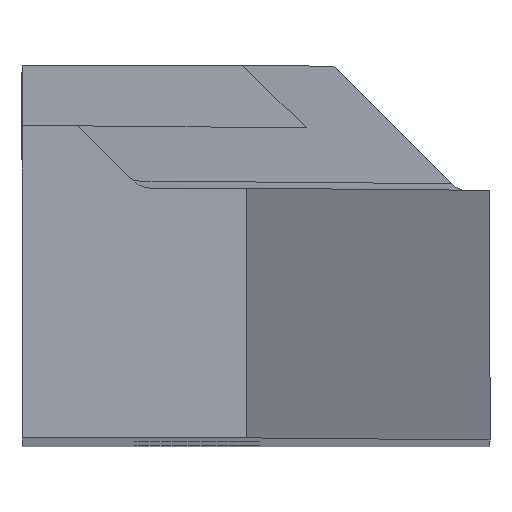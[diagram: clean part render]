
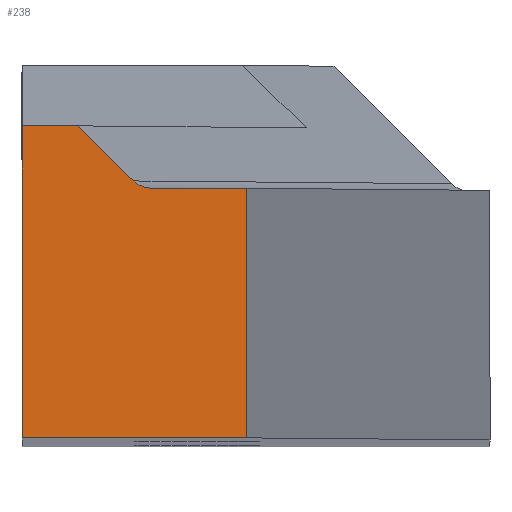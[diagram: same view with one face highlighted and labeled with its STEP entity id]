
A CAD part, top view. The second image highlights one B-rep face of the part: STEP entity #238.
In plain terms, the highlighted planar face has unit normal (0, 0, 1).
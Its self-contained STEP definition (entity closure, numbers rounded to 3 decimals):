
#23 = ORIENTED_EDGE ( 'NONE', *, *, #389, .T. ) ;
#28 = EDGE_CURVE ( 'NONE', #388, #136, #232, .T. ) ;
#33 = VERTEX_POINT ( 'NONE', #598 ) ;
#71 = CARTESIAN_POINT ( 'NONE',  ( 0., 5., 100. ) ) ;
#75 = DIRECTION ( 'NONE',  ( 1., 0., 0. ) ) ;
#90 = CARTESIAN_POINT ( 'NONE',  ( -0.055, -0.056, 100. ) ) ;
#118 = CARTESIAN_POINT ( 'NONE',  ( -10., -5., 100. ) ) ;
#136 = VERTEX_POINT ( 'NONE', #118 ) ;
#157 = EDGE_CURVE ( 'NONE', #896, #33, #616, .T. ) ;
#167 = ORIENTED_EDGE ( 'NONE', *, *, #798, .T. ) ;
#195 = CARTESIAN_POINT ( 'NONE',  ( -5.067, 5., 100. ) ) ;
#212 = DIRECTION ( 'NONE',  ( 0., 0., 1. ) ) ;
#232 = LINE ( 'NONE', #652, #273 ) ;
#234 = VECTOR ( 'NONE', #891, 1000. ) ;
#238 = ADVANCED_FACE ( 'NONE', ( #706 ), #295, .T. ) ;
#270 = VERTEX_POINT ( 'NONE', #911 ) ;
#273 = VECTOR ( 'NONE', #522, 1000. ) ;
#295 = PLANE ( 'NONE',  #731 ) ;
#322 = CARTESIAN_POINT ( 'NONE',  ( -1., 5., 100. ) ) ;
#325 = CARTESIAN_POINT ( 'NONE',  ( -10., 10., 100. ) ) ;
#328 = ORIENTED_EDGE ( 'NONE', *, *, #862, .T. ) ;
#329 = CARTESIAN_POINT ( 'NONE',  ( -7.766, 7.5, 100. ) ) ;
#356 = DIRECTION ( 'NONE',  ( 0., 1., 0. ) ) ;
#379 = DIRECTION ( 'NONE',  ( -0.714, 0.7, 0. ) ) ;
#385 = CARTESIAN_POINT ( 'NONE',  ( -5.514, 5.293, 100. ) ) ;
#388 = VERTEX_POINT ( 'NONE', #636 ) ;
#389 = EDGE_CURVE ( 'NONE', #617, #270, #632, .T. ) ;
#403 = VECTOR ( 'NONE', #429, 1000. ) ;
#404 = VECTOR ( 'NONE', #379, 1000. ) ;
#429 = DIRECTION ( 'NONE',  ( -1., 0., 0. ) ) ;
#453 = VERTEX_POINT ( 'NONE', #385 ) ;
#468 = EDGE_CURVE ( 'NONE', #453, #896, #721, .T. ) ;
#480 = VECTOR ( 'NONE', #356, 1000. ) ;
#506 = ORIENTED_EDGE ( 'NONE', *, *, #157, .T. ) ;
#522 = DIRECTION ( 'NONE',  ( -1., 0., 0. ) ) ;
#540 = LINE ( 'NONE', #750, #480 ) ;
#561 = ORIENTED_EDGE ( 'NONE', *, *, #910, .T. ) ;
#564 = LINE ( 'NONE', #325, #234 ) ;
#598 = CARTESIAN_POINT ( 'NONE',  ( -10., 7.5, 100. ) ) ;
#616 = LINE ( 'NONE', #624, #914 ) ;
#617 = VERTEX_POINT ( 'NONE', #322 ) ;
#624 = CARTESIAN_POINT ( 'NONE',  ( -10., 7.5, 100. ) ) ;
#632 = LINE ( 'NONE', #71, #403 ) ;
#636 = CARTESIAN_POINT ( 'NONE',  ( -1., -5., 100. ) ) ;
#637 = CARTESIAN_POINT ( 'NONE',  ( -5.32, 5.103, 100. ) ) ;
#652 = CARTESIAN_POINT ( 'NONE',  ( -10., -5., 100. ) ) ;
#706 = FACE_OUTER_BOUND ( 'NONE', #725, .T. ) ;
#721 = LINE ( 'NONE', #90, #404 ) ;
#725 = EDGE_LOOP ( 'NONE', ( #811, #167, #23, #561, #838, #506, #328 ) ) ;
#731 = AXIS2_PLACEMENT_3D ( 'NONE', #767, #212, #75 ) ;
#750 = CARTESIAN_POINT ( 'NONE',  ( -1., -60., 100. ) ) ;
#767 = CARTESIAN_POINT ( 'NONE',  ( 0., 0., 100. ) ) ;
#798 = EDGE_CURVE ( 'NONE', #388, #617, #540, .T. ) ;
#811 = ORIENTED_EDGE ( 'NONE', *, *, #28, .F. ) ;
#825 = CARTESIAN_POINT ( 'NONE',  ( -4.792, 5., 100. ) ) ;
#832 = DIRECTION ( 'NONE',  ( -1., 0., 0. ) ) ;
#838 = ORIENTED_EDGE ( 'NONE', *, *, #468, .T. ) ;
#843 = CARTESIAN_POINT ( 'NONE',  ( -5.514, 5.293, 100. ) ) ;
#862 = EDGE_CURVE ( 'NONE', #33, #136, #564, .T. ) ;
#891 = DIRECTION ( 'NONE',  ( 0., -1., 0. ) ) ;
#896 = VERTEX_POINT ( 'NONE', #329 ) ;
#906 =( BOUNDED_CURVE ( )  B_SPLINE_CURVE ( 3, ( #825, #195, #637, #843 ),
 .UNSPECIFIED., .F., .F. ) 
 B_SPLINE_CURVE_WITH_KNOTS ( ( 4, 4 ),
 ( 1.571, 2.356 ),
 .UNSPECIFIED. ) 
 CURVE ( )  GEOMETRIC_REPRESENTATION_ITEM ( )  RATIONAL_B_SPLINE_CURVE ( ( 1., 0.949, 0.949, 1. ) ) 
 REPRESENTATION_ITEM ( '' )  );
#910 = EDGE_CURVE ( 'NONE', #270, #453, #906, .T. ) ;
#911 = CARTESIAN_POINT ( 'NONE',  ( -4.792, 5., 100. ) ) ;
#914 = VECTOR ( 'NONE', #832, 1000. ) ;
